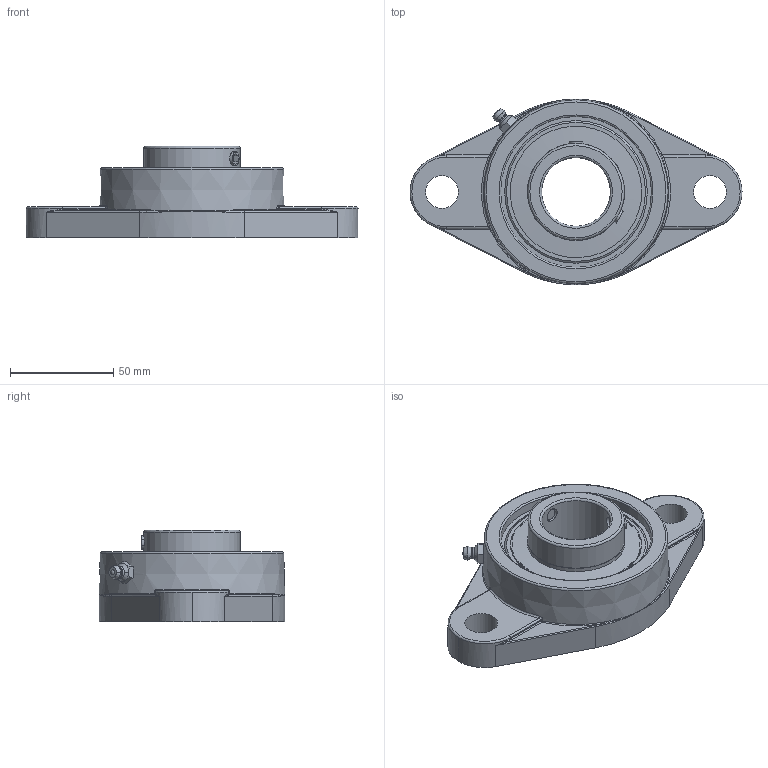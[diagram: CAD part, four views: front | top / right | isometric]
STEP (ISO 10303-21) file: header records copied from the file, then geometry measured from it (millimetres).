
FILE_DESCRIPTION(('HOOPS Exchange Step'),'2;1');
FILE_NAME('export-9E2D8FFD-9DF1-45C5-9C42-E061E3113A05.stp','2019-12-13T08:23:51-08:00',('ibuslach'),('Alibre'),'HOOPS Exchange 2019.2','Alibre','Unknown authorisation');
FILE_SCHEMA( ('AP242_MANAGED_MODEL_BASED_3D_ENGINEERING_MIM_LF {1 0 10303 442 1 1 4 }') );
Length unit declared in the file: centimetre
Products named in the file (7): MRN SFL 207; UCP ZERK 6mm; SUC 207-21 RACES; SUC 207 SHIELD; SUC 207 SS; MRN SUC 207-21; MRN SUCFL 207-21
Assembly tree (8 placements, depth 3):
  MRN SUCFL 207-21
    MRN SFL 207
    UCP ZERK 6mm
    MRN SUC 207-21
      SUC 207-21 RACES
      SUC 207 SHIELD  x2
      SUC 207 SS  x2
Bounding box: 161 x 90 x 44.4 mm (x, y, z)
Volume: 171112 mm3; surface area: 61921.4 mm2
Topology: 8 solids, 8 shells, 203 faces, 525 edges, 329 vertices
Faces by surface type: plane 60, cylinder 54, bspline 34, torus 31, cone 19, sphere 5
Full cylindrical faces by diameter (mm): 1.505 x2, 5.994 x1, 6 x1, 6.782 x4, 16 x2, 33.338 x1, 46.736 x4, 47.244 x2, 62.23 x2, 63.805 x2, 73.166 x1, 74.166 x1
Entity records: 12289 total; most frequent: CARTESIAN_POINT 7699, ORIENTED_EDGE 936, DIRECTION 929, EDGE_CURVE 468, AXIS2_PLACEMENT_3D 398, VERTEX_POINT 298, CIRCLE 221, EDGE_LOOP 210
